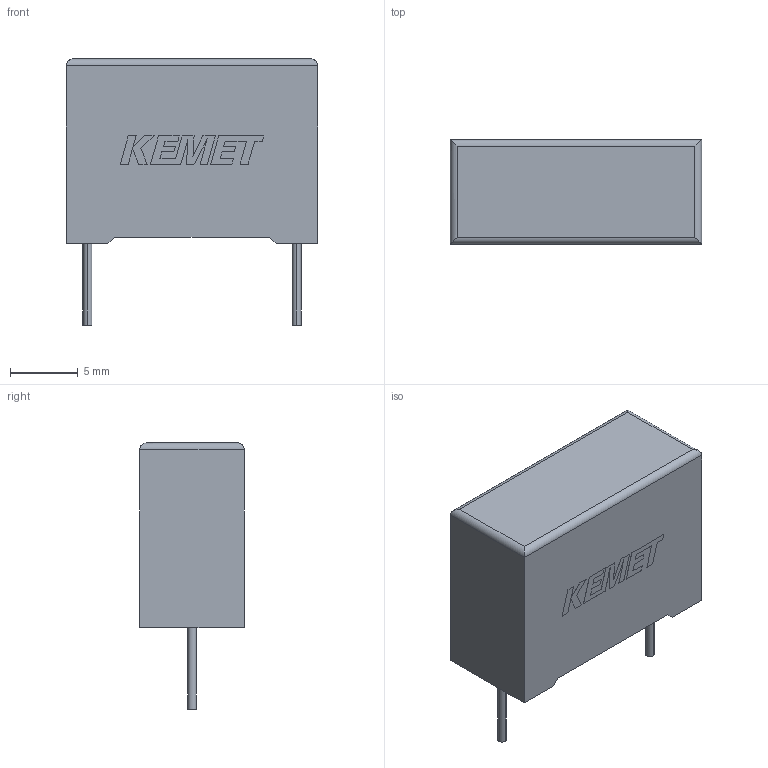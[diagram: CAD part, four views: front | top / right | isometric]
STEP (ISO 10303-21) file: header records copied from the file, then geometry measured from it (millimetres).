
FILE_DESCRIPTION(('FreeCAD Model'),'2;1');
FILE_NAME('Fusion.step','2017-05-17T13:19:13',( 'kicad StepUp'),('ksu MCAD'),'Open CASCADE STEP processor 6.8', 'FreeCAD','Unknown');
FILE_SCHEMA(('AUTOMOTIVE_DESIGN_CC2 { 1 2 10303 214 -1 1 5 4 }'));
Length unit declared in the file: millimetre
Products named in the file (2): ASSEMBLY; Fusion
Assembly tree (1 placements, depth 2):
  ASSEMBLY
    Fusion
Bounding box: 18.5 x 7.71 x 19.6 mm (x, y, z)
Volume: 1848.5 mm3; surface area: 1027.8 mm2
Topology: 1 solids, 1 shells, 82 faces, 221 edges, 146 vertices
Faces by surface type: plane 74, cylinder 8
Entity records: 3127 total; most frequent: CARTESIAN_POINT 463, ORIENTED_EDGE 442, DIRECTION 393, EDGE_CURVE 221, LINE 209, VECTOR 209, VERTEX_POINT 146, AXIS2_PLACEMENT_3D 92
